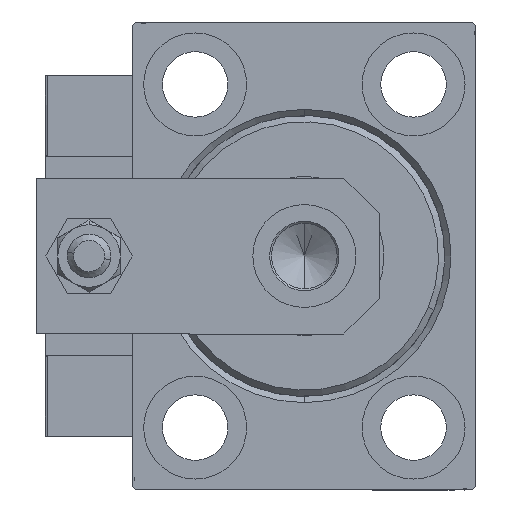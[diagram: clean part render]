
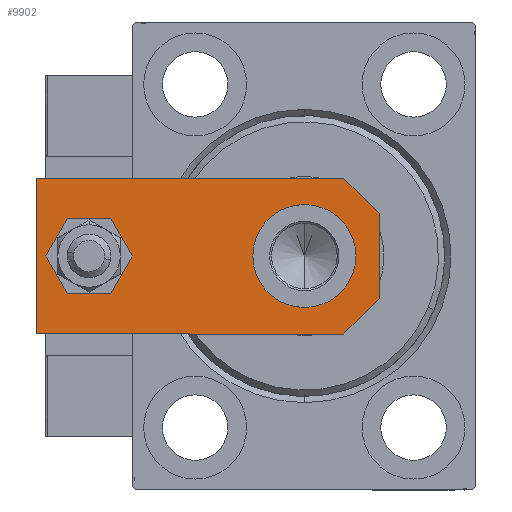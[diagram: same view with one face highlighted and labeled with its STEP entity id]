
A CAD part, left-side view. The second image highlights one B-rep face of the part: STEP entity #9902.
In plain terms, the highlighted face is planar.
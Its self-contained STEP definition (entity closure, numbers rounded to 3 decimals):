
#1042 = CARTESIAN_POINT ( 'NONE',  ( 0., 46.5, 6. ) ) ;
#1058 = EDGE_LOOP ( 'NONE', ( #12108, #12773 ) ) ;
#2835 = EDGE_CURVE ( 'NONE', #30749, #6908, #43524, .T. ) ;
#3064 = DIRECTION ( 'NONE',  ( 0., 0., 1. ) ) ;
#3189 = EDGE_LOOP ( 'NONE', ( #31169, #41089 ) ) ;
#4041 = DIRECTION ( 'NONE',  ( 0., 0., 1. ) ) ;
#4542 = LINE ( 'NONE', #20263, #26285 ) ;
#4592 = FACE_OUTER_BOUND ( 'NONE', #47312, .T. ) ;
#5259 = ORIENTED_EDGE ( 'NONE', *, *, #14407, .T. ) ;
#5312 = AXIS2_PLACEMENT_3D ( 'NONE', #16710, #28305, #36803 ) ;
#5499 = VECTOR ( 'NONE', #42299, 1000. ) ;
#5966 = CARTESIAN_POINT ( 'NONE',  ( -4., 46.5, 6. ) ) ;
#6908 = VERTEX_POINT ( 'NONE', #29345 ) ;
#8815 = VERTEX_POINT ( 'NONE', #5966 ) ;
#8953 = FACE_BOUND ( 'NONE', #3189, .T. ) ;
#9902 = ADVANCED_FACE ( 'NONE', ( #8953, #4592, #32175 ), #24684, .T. ) ;
#10037 = ORIENTED_EDGE ( 'NONE', *, *, #37171, .T. ) ;
#10923 = EDGE_CURVE ( 'NONE', #24899, #8815, #17721, .T. ) ;
#11000 = CARTESIAN_POINT ( 'NONE',  ( 0., 46.5, 6. ) ) ;
#11688 = CARTESIAN_POINT ( 'NONE',  ( -6.84, 0., 6. ) ) ;
#12108 = ORIENTED_EDGE ( 'NONE', *, *, #20063, .F. ) ;
#12773 = ORIENTED_EDGE ( 'NONE', *, *, #34034, .F. ) ;
#13285 = CARTESIAN_POINT ( 'NONE',  ( 4., 46.5, 6. ) ) ;
#14407 = EDGE_CURVE ( 'NONE', #6908, #38237, #14769, .T. ) ;
#14707 = LINE ( 'NONE', #26582, #5499 ) ;
#14769 = LINE ( 'NONE', #19404, #46522 ) ;
#15029 = CARTESIAN_POINT ( 'NONE',  ( -12.5, 55., 6. ) ) ;
#16080 = VERTEX_POINT ( 'NONE', #34979 ) ;
#16710 = CARTESIAN_POINT ( 'NONE',  ( 0., 0., 6. ) ) ;
#17721 = CIRCLE ( 'NONE', #42400, 4. ) ;
#18584 = VERTEX_POINT ( 'NONE', #15029 ) ;
#18774 = DIRECTION ( 'NONE',  ( 1., 0., 0. ) ) ;
#19404 = CARTESIAN_POINT ( 'NONE',  ( 3.42, -3.42, 6. ) ) ;
#20063 = EDGE_CURVE ( 'NONE', #33294, #25750, #27045, .T. ) ;
#20263 = CARTESIAN_POINT ( 'NONE',  ( -12.5, 55., 6. ) ) ;
#20404 = LINE ( 'NONE', #31771, #48734 ) ;
#20972 = ORIENTED_EDGE ( 'NONE', *, *, #36837, .T. ) ;
#21191 = CIRCLE ( 'NONE', #27811, 8.25 ) ;
#21203 = DIRECTION ( 'NONE',  ( 0.707, -0.707, 0. ) ) ;
#21349 = VECTOR ( 'NONE', #21203, 1000. ) ;
#22105 = AXIS2_PLACEMENT_3D ( 'NONE', #38381, #3064, #18774 ) ;
#23711 = CARTESIAN_POINT ( 'NONE',  ( 8.25, 12., 6. ) ) ;
#24034 = DIRECTION ( 'NONE',  ( 0., 1., 0. ) ) ;
#24362 = CARTESIAN_POINT ( 'NONE',  ( 12.5, 5.66, 6. ) ) ;
#24684 = PLANE ( 'NONE',  #5312 ) ;
#24899 = VERTEX_POINT ( 'NONE', #13285 ) ;
#25464 = DIRECTION ( 'NONE',  ( 1., 0., 0. ) ) ;
#25625 = VECTOR ( 'NONE', #39898, 1000. ) ;
#25750 = VERTEX_POINT ( 'NONE', #23711 ) ;
#26285 = VECTOR ( 'NONE', #28259, 1000. ) ;
#26571 = VERTEX_POINT ( 'NONE', #48382 ) ;
#26582 = CARTESIAN_POINT ( 'NONE',  ( 12.5, 55., 6. ) ) ;
#26879 = EDGE_CURVE ( 'NONE', #16080, #18584, #14707, .T. ) ;
#27045 = CIRCLE ( 'NONE', #22105, 8.25 ) ;
#27811 = AXIS2_PLACEMENT_3D ( 'NONE', #40943, #49210, #25464 ) ;
#27920 = AXIS2_PLACEMENT_3D ( 'NONE', #11000, #4041, #35487 ) ;
#28259 = DIRECTION ( 'NONE',  ( 0., -1., 0. ) ) ;
#28305 = DIRECTION ( 'NONE',  ( 0., 0., 1. ) ) ;
#29345 = CARTESIAN_POINT ( 'NONE',  ( 6.84, 0., 6. ) ) ;
#30749 = VERTEX_POINT ( 'NONE', #11688 ) ;
#31169 = ORIENTED_EDGE ( 'NONE', *, *, #36799, .F. ) ;
#31771 = CARTESIAN_POINT ( 'NONE',  ( 12.5, 0., 6. ) ) ;
#32175 = FACE_BOUND ( 'NONE', #1058, .T. ) ;
#33294 = VERTEX_POINT ( 'NONE', #39363 ) ;
#33591 = CARTESIAN_POINT ( 'NONE',  ( -3.42, -3.42, 6. ) ) ;
#33803 = ORIENTED_EDGE ( 'NONE', *, *, #26879, .T. ) ;
#34034 = EDGE_CURVE ( 'NONE', #25750, #33294, #21191, .T. ) ;
#34979 = CARTESIAN_POINT ( 'NONE',  ( 12.5, 55., 6. ) ) ;
#35350 = CIRCLE ( 'NONE', #27920, 4. ) ;
#35457 = ORIENTED_EDGE ( 'NONE', *, *, #2835, .T. ) ;
#35487 = DIRECTION ( 'NONE',  ( 1., 0., 0. ) ) ;
#35931 = LINE ( 'NONE', #33591, #21349 ) ;
#36799 = EDGE_CURVE ( 'NONE', #8815, #24899, #35350, .T. ) ;
#36803 = DIRECTION ( 'NONE',  ( 1., 0., 0. ) ) ;
#36837 = EDGE_CURVE ( 'NONE', #18584, #26571, #4542, .T. ) ;
#37171 = EDGE_CURVE ( 'NONE', #26571, #30749, #35931, .T. ) ;
#38237 = VERTEX_POINT ( 'NONE', #24362 ) ;
#38381 = CARTESIAN_POINT ( 'NONE',  ( 0., 12., 6. ) ) ;
#39363 = CARTESIAN_POINT ( 'NONE',  ( -8.25, 12., 6. ) ) ;
#39898 = DIRECTION ( 'NONE',  ( 1., 0., 0. ) ) ;
#40943 = CARTESIAN_POINT ( 'NONE',  ( 0., 12., 6. ) ) ;
#41089 = ORIENTED_EDGE ( 'NONE', *, *, #10923, .F. ) ;
#42299 = DIRECTION ( 'NONE',  ( -1., 0., 0. ) ) ;
#42400 = AXIS2_PLACEMENT_3D ( 'NONE', #1042, #48733, #44356 ) ;
#43524 = LINE ( 'NONE', #47397, #25625 ) ;
#44356 = DIRECTION ( 'NONE',  ( 1., 0., 0. ) ) ;
#44450 = ORIENTED_EDGE ( 'NONE', *, *, #45953, .T. ) ;
#45953 = EDGE_CURVE ( 'NONE', #38237, #16080, #20404, .T. ) ;
#46522 = VECTOR ( 'NONE', #50359, 1000. ) ;
#47312 = EDGE_LOOP ( 'NONE', ( #20972, #10037, #35457, #5259, #44450, #33803 ) ) ;
#47397 = CARTESIAN_POINT ( 'NONE',  ( -12.5, 0., 6. ) ) ;
#48382 = CARTESIAN_POINT ( 'NONE',  ( -12.5, 5.66, 6. ) ) ;
#48733 = DIRECTION ( 'NONE',  ( 0., 0., 1. ) ) ;
#48734 = VECTOR ( 'NONE', #24034, 1000. ) ;
#49210 = DIRECTION ( 'NONE',  ( 0., 0., 1. ) ) ;
#50359 = DIRECTION ( 'NONE',  ( 0.707, 0.707, 0. ) ) ;
